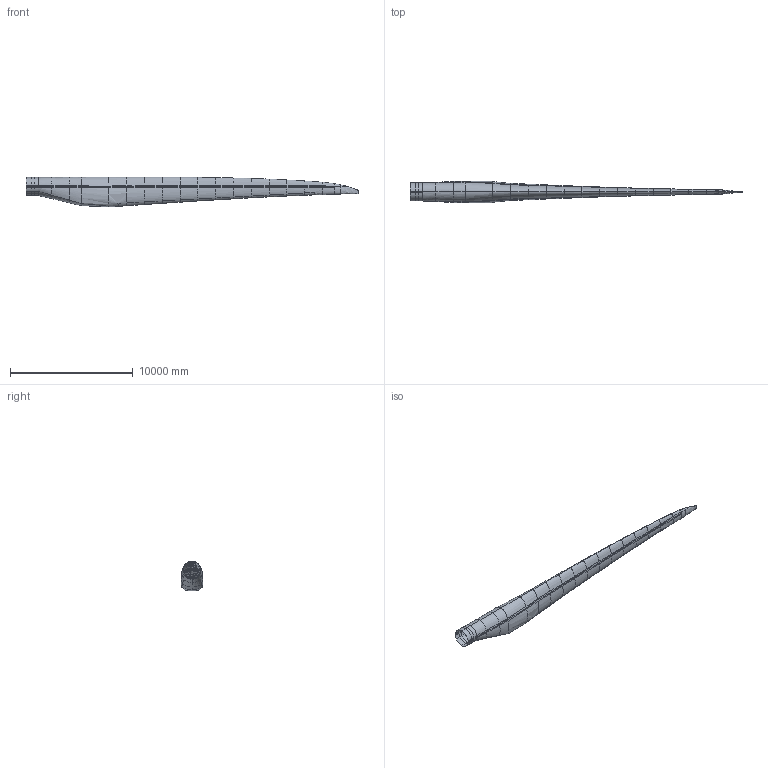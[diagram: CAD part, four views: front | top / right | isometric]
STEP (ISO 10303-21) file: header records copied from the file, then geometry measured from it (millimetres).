
FILE_DESCRIPTION( ( 'STEP Version 203' ), '1' );
FILE_NAME( ' ', '10/18/12 18:48:46', ( 'sharvey' ), ( ' ' ), 'PSStep 14.0', 'DesignModeler STEP Output', ' ' );
FILE_SCHEMA( ( 'AUTOMOTIVE_DESIGN { 1 0 10303 214 1 1 1 1 }' ) );
Length unit declared in the file: metre
Products named in the file (232): 1; 2; 3; 4; 5; 6; 7; 8; 9; 10; 11; 12; 13; 14; 15; 16; 17; 18; 19; 20; 21; 22; 23; 24; 25; 26; 27; 28; 29; 30; 31; 32; 33; 34; 35; 36; 37; 38; 39; 40 ...
Bounding box: 27080 x 1790.84 x 2416.31 mm (x, y, z)
Surface area: 143554566.5 mm2 (no closed solid volume)
Topology: 0 solids, 277 shells, 277 faces, 1127 edges, 1127 vertices
Faces by surface type: bspline 210, plane 34, cylinder 33
Entity records: 36316 total; most frequent: CARTESIAN_POINT 26934, ORIENTED_EDGE 1127, EDGE_CURVE 1127, VERTEX_POINT 1127, DIRECTION 902, B_SPLINE_CURVE_WITH_KNOTS 891, AXIS2_PLACEMENT_3D 367, FACE_SURFACE 277
